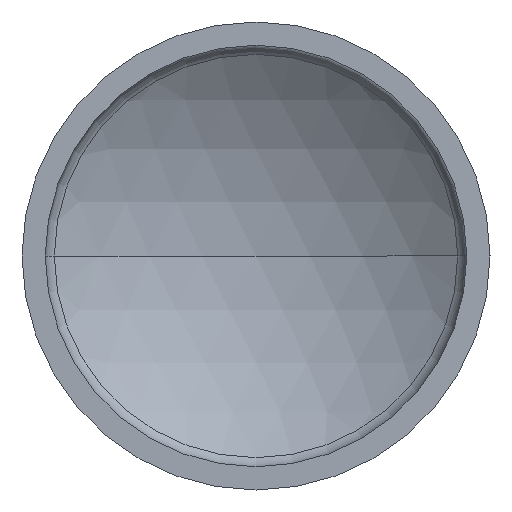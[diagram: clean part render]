
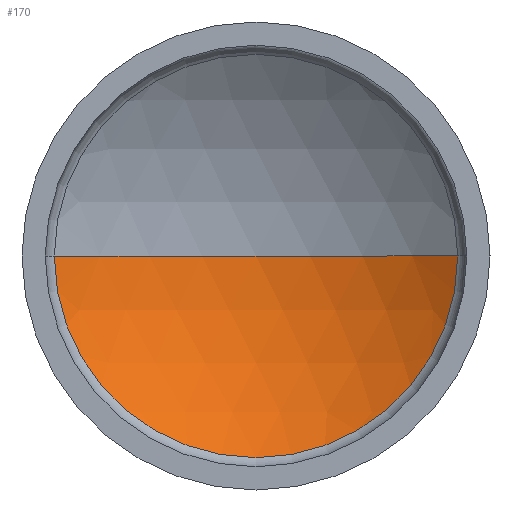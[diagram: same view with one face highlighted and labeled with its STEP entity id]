
A CAD part, front view. The second image highlights one B-rep face of the part: STEP entity #170.
In plain terms, the highlighted spherical face has radius 42.24 mm.
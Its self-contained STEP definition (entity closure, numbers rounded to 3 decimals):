
#7 = EDGE_CURVE ( 'NONE', #226, #77, #380, .T. ) ;
#32 = DIRECTION ( 'NONE',  ( 0., 0., -1. ) ) ;
#65 = DIRECTION ( 'NONE',  ( -1., 0., 0. ) ) ;
#71 = SPHERICAL_SURFACE ( 'NONE', #393, 42.24 ) ;
#75 = CARTESIAN_POINT ( 'NONE',  ( -25.978, 8.067, 0. ) ) ;
#77 = VERTEX_POINT ( 'NONE', #75 ) ;
#78 = EDGE_LOOP ( 'NONE', ( #402, #262, #183 ) ) ;
#82 = EDGE_CURVE ( 'NONE', #226, #135, #197, .T. ) ;
#87 = CARTESIAN_POINT ( 'NONE',  ( 25.978, 8.067, 0. ) ) ;
#135 = VERTEX_POINT ( 'NONE', #303 ) ;
#157 = CARTESIAN_POINT ( 'NONE',  ( 0., 8.067, 0. ) ) ;
#161 = EDGE_CURVE ( 'NONE', #77, #135, #238, .T. ) ;
#170 = ADVANCED_FACE ( 'NONE', ( #354 ), #71, .F. ) ;
#177 = DIRECTION ( 'NONE',  ( -1., 0., 0. ) ) ;
#180 = AXIS2_PLACEMENT_3D ( 'NONE', #198, #364, #365 ) ;
#183 = ORIENTED_EDGE ( 'NONE', *, *, #161, .F. ) ;
#197 = CIRCLE ( 'NONE', #180, 42.24 ) ;
#198 = CARTESIAN_POINT ( 'NONE',  ( 0., -25.24, 0. ) ) ;
#226 = VERTEX_POINT ( 'NONE', #87 ) ;
#238 = CIRCLE ( 'NONE', #313, 42.24 ) ;
#262 = ORIENTED_EDGE ( 'NONE', *, *, #82, .T. ) ;
#277 = CARTESIAN_POINT ( 'NONE',  ( 0., -25.24, 0. ) ) ;
#286 = CARTESIAN_POINT ( 'NONE',  ( 0., -25.24, 0. ) ) ;
#303 = CARTESIAN_POINT ( 'NONE',  ( 0., 17., 0. ) ) ;
#305 = DIRECTION ( 'NONE',  ( -1., 0., 0. ) ) ;
#313 = AXIS2_PLACEMENT_3D ( 'NONE', #286, #32, #177 ) ;
#354 = FACE_OUTER_BOUND ( 'NONE', #78, .T. ) ;
#364 = DIRECTION ( 'NONE',  ( 0., 0., 1. ) ) ;
#365 = DIRECTION ( 'NONE',  ( 1., 0., 0. ) ) ;
#372 = DIRECTION ( 'NONE',  ( 0., 0., 1. ) ) ;
#375 = DIRECTION ( 'NONE',  ( 0., 1., 0. ) ) ;
#380 = CIRCLE ( 'NONE', #395, 25.978 ) ;
#393 = AXIS2_PLACEMENT_3D ( 'NONE', #277, #372, #305 ) ;
#395 = AXIS2_PLACEMENT_3D ( 'NONE', #157, #375, #65 ) ;
#402 = ORIENTED_EDGE ( 'NONE', *, *, #7, .F. ) ;
